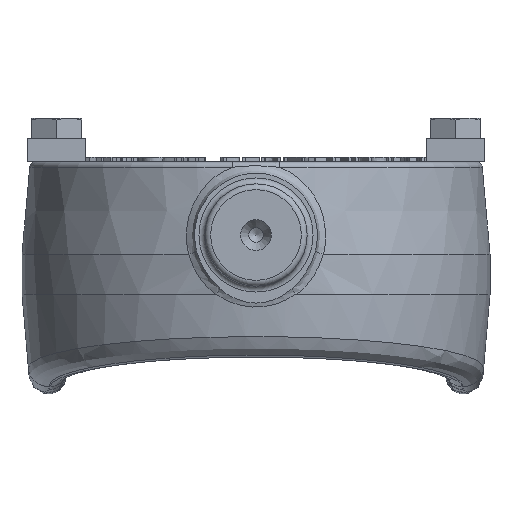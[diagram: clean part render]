
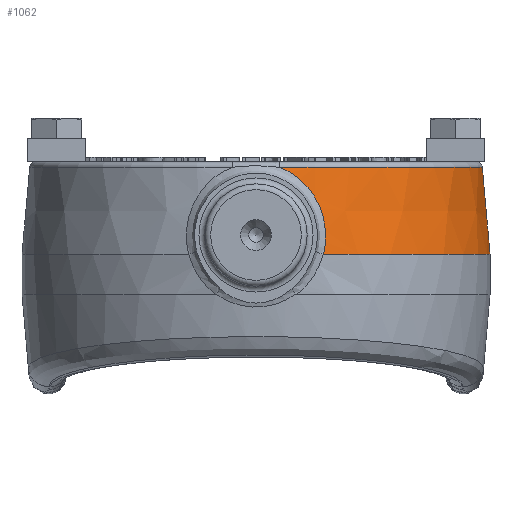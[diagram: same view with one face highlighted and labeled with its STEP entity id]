
A CAD part, left-side view. The second image highlights one B-rep face of the part: STEP entity #1062.
In plain terms, the highlighted conical face has half-angle 5 degrees and reference radius 80 mm.
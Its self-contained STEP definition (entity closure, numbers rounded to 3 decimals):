
#1062 = ADVANCED_FACE( '', ( #2274 ), #2275, .T. );
#2274 = FACE_OUTER_BOUND( '', #6792, .T. );
#2275 = CONICAL_SURFACE( '', #6793, 80., 0.087 );
#6792 = EDGE_LOOP( '', ( #12910, #12911, #12912, #12913, #12914, #12915 ) );
#6793 = AXIS2_PLACEMENT_3D( '', #12916, #12917, #12918 );
#12910 = ORIENTED_EDGE( '', *, *, #15650, .T. );
#12911 = ORIENTED_EDGE( '', *, *, #14755, .T. );
#12912 = ORIENTED_EDGE( '', *, *, #15185, .T. );
#12913 = ORIENTED_EDGE( '', *, *, #15651, .T. );
#12914 = ORIENTED_EDGE( '', *, *, #15652, .T. );
#12915 = ORIENTED_EDGE( '', *, *, #15641, .T. );
#12916 = CARTESIAN_POINT( '', ( -20., 0., -6.612 ) );
#12917 = DIRECTION( '', ( 0., 0., -1. ) );
#12918 = DIRECTION( '', ( -1., 0., 0. ) );
#14755 = EDGE_CURVE( '', #16385, #16383, #16386, .T. );
#15185 = EDGE_CURVE( '', #16383, #15960, #17073, .T. );
#15641 = EDGE_CURVE( '', #17709, #17710, #17711, .T. );
#15650 = EDGE_CURVE( '', #17710, #16385, #17721, .T. );
#15651 = EDGE_CURVE( '', #15960, #17722, #17723, .T. );
#15652 = EDGE_CURVE( '', #17722, #17709, #17724, .T. );
#15960 = VERTEX_POINT( '', #18064 );
#16383 = VERTEX_POINT( '', #19579 );
#16385 = VERTEX_POINT( '', #19581 );
#16386 = B_SPLINE_CURVE_WITH_KNOTS( '', 3, ( #19582, #19583, #19584, #19585, #19586 ), .UNSPECIFIED., .F., .F., ( 4, 1, 4 ), ( 0., 0.001, 0.003 ), .UNSPECIFIED. );
#17073 = B_SPLINE_CURVE_WITH_KNOTS( '', 3, ( #21536, #21537, #21538, #21539 ), .UNSPECIFIED., .F., .F., ( 4, 4 ), ( 0., 0.018 ), .UNSPECIFIED. );
#17709 = VERTEX_POINT( '', #25342 );
#17710 = VERTEX_POINT( '', #25343 );
#17711 = CIRCLE( '', #25344, 80. );
#17721 = LINE( '', #25360, #25361 );
#17722 = VERTEX_POINT( '', #25362 );
#17723 = CIRCLE( '', #25363, 77.394 );
#17724 = B_SPLINE_CURVE_WITH_KNOTS( '', 3, ( #25364, #25365, #25366, #25367, #25368, #25369, #25370, #25371, #25372, #25373, #25374, #25375, #25376, #25377, #25378, #25379, #25380, #25381, #25382, #25383, #25384, #25385, #25386, #25387, #25388, #25389, #25390, #25391, #25392, #25393, #25394, #25395, #25396, #25397, #25398, #25399, #25400, #25401, #25402, #25403, #25404, #25405, #25406, #25407, #25408, #25409, #25410, #25411, #25412, #25413, #25414, #25415, #25416, #25417, #25418, #25419, #25420, #25421, #25422, #25423 ), .UNSPECIFIED., .F., .F., ( 4, 1, 1, 2, 1, 2, 2, 1, 1, 1, 1, 1, 1, 2, 1, 2, 2, 2, 1, 1, 1, 1, 1, 2, 1, 2, 2, 1, 1, 1, 1, 1, 1, 1, 2, 2, 1, 1, 2, 1, 1, 1, 1, 1, 4 ), ( 0.053, 0.054, 0.055, 0.056, 0.057, 0.057, 0.057, 0.057, 0.058, 0.06, 0.061, 0.062, 0.063, 0.064, 0.064, 0.065, 0.065, 0.065, 0.066, 0.068, 0.069, 0.07, 0.071, 0.072, 0.073, 0.073, 0.073, 0.073, 0.074, 0.075, 0.077, 0.078, 0.079, 0.08, 0.081, 0.081, 0.081, 0.082, 0.082, 0.083, 0.085, 0.086, 0.087, 0.088, 0.089 ), .UNSPECIFIED. );
#18064 = CARTESIAN_POINT( '', ( -22.03, -77.367, 23.174 ) );
#19579 = CARTESIAN_POINT( '', ( -20.433, -78.949, 5.388 ) );
#19581 = CARTESIAN_POINT( '', ( -20., -79.188, 2.674 ) );
#19582 = CARTESIAN_POINT( '', ( -20., -79.188, 2.674 ) );
#19583 = CARTESIAN_POINT( '', ( -20.103, -79.148, 3.122 ) );
#19584 = CARTESIAN_POINT( '', ( -20.279, -79.069, 4.021 ) );
#19585 = CARTESIAN_POINT( '', ( -20.392, -78.989, 4.93 ) );
#19586 = CARTESIAN_POINT( '', ( -20.433, -78.949, 5.388 ) );
#21536 = CARTESIAN_POINT( '', ( -20.433, -78.949, 5.388 ) );
#21537 = CARTESIAN_POINT( '', ( -20.965, -78.427, 11.317 ) );
#21538 = CARTESIAN_POINT( '', ( -21.498, -77.9, 17.246 ) );
#21539 = CARTESIAN_POINT( '', ( -22.03, -77.367, 23.174 ) );
#25342 = CARTESIAN_POINT( '', ( -96.606, -23.054, -6.612 ) );
#25343 = CARTESIAN_POINT( '', ( -20., -80., -6.612 ) );
#25344 = AXIS2_PLACEMENT_3D( '', #28550, #28551, #28552 );
#25360 = CARTESIAN_POINT( '', ( -20., -80., -6.612 ) );
#25361 = VECTOR( '', #28559, 1000. );
#25362 = CARTESIAN_POINT( '', ( -96.974, -8.051, 23.174 ) );
#25363 = AXIS2_PLACEMENT_3D( '', #28560, #28561, #28562 );
#25364 = CARTESIAN_POINT( '', ( -96.974, -8.051, 23.174 ) );
#25365 = CARTESIAN_POINT( '', ( -96.949, -8.405, 23.04 ) );
#25366 = CARTESIAN_POINT( '', ( -96.896, -9.106, 22.755 ) );
#25367 = CARTESIAN_POINT( '', ( -96.809, -10.136, 22.276 ) );
#25368 = CARTESIAN_POINT( '', ( -96.747, -10.809, 21.923 ) );
#25369 = CARTESIAN_POINT( '', ( -96.699, -11.308, 21.644 ) );
#25370 = CARTESIAN_POINT( '', ( -96.679, -11.515, 21.526 ) );
#25371 = CARTESIAN_POINT( '', ( -96.658, -11.72, 21.404 ) );
#25372 = CARTESIAN_POINT( '', ( -96.65, -11.802, 21.355 ) );
#25373 = CARTESIAN_POINT( '', ( -96.646, -11.843, 21.33 ) );
#25374 = CARTESIAN_POINT( '', ( -96.633, -11.966, 21.255 ) );
#25375 = CARTESIAN_POINT( '', ( -96.592, -12.373, 21.005 ) );
#25376 = CARTESIAN_POINT( '', ( -96.515, -13.088, 20.535 ) );
#25377 = CARTESIAN_POINT( '', ( -96.412, -14.007, 19.866 ) );
#25378 = CARTESIAN_POINT( '', ( -96.308, -14.89, 19.156 ) );
#25379 = CARTESIAN_POINT( '', ( -96.204, -15.739, 18.405 ) );
#25380 = CARTESIAN_POINT( '', ( -96.102, -16.554, 17.614 ) );
#25381 = CARTESIAN_POINT( '', ( -96.036, -17.074, 17.06 ) );
#25382 = CARTESIAN_POINT( '', ( -95.995, -17.392, 16.704 ) );
#25383 = CARTESIAN_POINT( '', ( -95.983, -17.487, 16.597 ) );
#25384 = CARTESIAN_POINT( '', ( -95.971, -17.581, 16.489 ) );
#25385 = CARTESIAN_POINT( '', ( -95.963, -17.644, 16.417 ) );
#25386 = CARTESIAN_POINT( '', ( -95.959, -17.675, 16.381 ) );
#25387 = CARTESIAN_POINT( '', ( -95.939, -17.83, 16.199 ) );
#25388 = CARTESIAN_POINT( '', ( -95.924, -17.953, 16.052 ) );
#25389 = CARTESIAN_POINT( '', ( -95.877, -18.314, 15.609 ) );
#25390 = CARTESIAN_POINT( '', ( -95.818, -18.781, 15.008 ) );
#25391 = CARTESIAN_POINT( '', ( -95.736, -19.436, 14.08 ) );
#25392 = CARTESIAN_POINT( '', ( -95.663, -20.049, 13.124 ) );
#25393 = CARTESIAN_POINT( '', ( -95.599, -20.618, 12.142 ) );
#25394 = CARTESIAN_POINT( '', ( -95.545, -21.143, 11.133 ) );
#25395 = CARTESIAN_POINT( '', ( -95.517, -21.465, 10.443 ) );
#25396 = CARTESIAN_POINT( '', ( -95.499, -21.695, 9.918 ) );
#25397 = CARTESIAN_POINT( '', ( -95.492, -21.789, 9.698 ) );
#25398 = CARTESIAN_POINT( '', ( -95.486, -21.88, 9.476 ) );
#25399 = CARTESIAN_POINT( '', ( -95.483, -21.916, 9.387 ) );
#25400 = CARTESIAN_POINT( '', ( -95.482, -21.934, 9.342 ) );
#25401 = CARTESIAN_POINT( '', ( -95.479, -21.987, 9.209 ) );
#25402 = CARTESIAN_POINT( '', ( -95.468, -22.162, 8.763 ) );
#25403 = CARTESIAN_POINT( '', ( -95.456, -22.454, 7.955 ) );
#25404 = CARTESIAN_POINT( '', ( -95.453, -22.793, 6.867 ) );
#25405 = CARTESIAN_POINT( '', ( -95.465, -23.084, 5.768 ) );
#25406 = CARTESIAN_POINT( '', ( -95.492, -23.326, 4.659 ) );
#25407 = CARTESIAN_POINT( '', ( -95.535, -23.52, 3.539 ) );
#25408 = CARTESIAN_POINT( '', ( -95.593, -23.666, 2.408 ) );
#25409 = CARTESIAN_POINT( '', ( -95.642, -23.73, 1.648 ) );
#25410 = CARTESIAN_POINT( '', ( -95.673, -23.757, 1.218 ) );
#25411 = CARTESIAN_POINT( '', ( -95.677, -23.76, 1.17 ) );
#25412 = CARTESIAN_POINT( '', ( -95.684, -23.766, 1.074 ) );
#25413 = CARTESIAN_POINT( '', ( -95.695, -23.774, 0.931 ) );
#25414 = CARTESIAN_POINT( '', ( -95.72, -23.789, 0.597 ) );
#25415 = CARTESIAN_POINT( '', ( -95.744, -23.798, 0.312 ) );
#25416 = CARTESIAN_POINT( '', ( -95.793, -23.809, -0.258 ) );
#25417 = CARTESIAN_POINT( '', ( -95.863, -23.807, -1.017 ) );
#25418 = CARTESIAN_POINT( '', ( -95.983, -23.755, -2.148 ) );
#25419 = CARTESIAN_POINT( '', ( -96.117, -23.654, -3.273 ) );
#25420 = CARTESIAN_POINT( '', ( -96.266, -23.506, -4.393 ) );
#25421 = CARTESIAN_POINT( '', ( -96.428, -23.309, -5.506 ) );
#25422 = CARTESIAN_POINT( '', ( -96.545, -23.145, -6.244 ) );
#25423 = CARTESIAN_POINT( '', ( -96.606, -23.054, -6.612 ) );
#28550 = CARTESIAN_POINT( '', ( -20., 0., -6.612 ) );
#28551 = DIRECTION( '', ( 0., 0., 1. ) );
#28552 = DIRECTION( '', ( 1., 0., 0. ) );
#28559 = DIRECTION( '', ( 0., 0.087, 0.996 ) );
#28560 = CARTESIAN_POINT( '', ( -20., 0., 23.174 ) );
#28561 = DIRECTION( '', ( 0., 0., -1. ) );
#28562 = DIRECTION( '', ( -1., 0., 0. ) );
